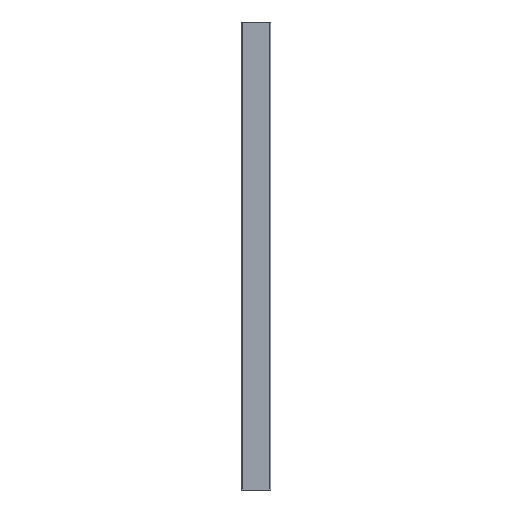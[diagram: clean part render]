
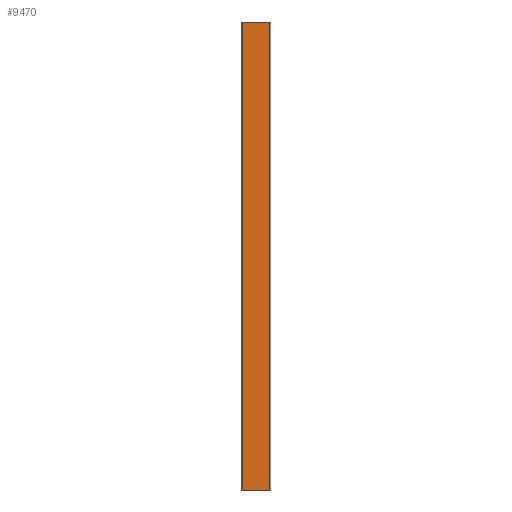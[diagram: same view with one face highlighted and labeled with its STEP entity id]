
A CAD part, front view. The second image highlights one B-rep face of the part: STEP entity #9470.
In plain terms, the highlighted planar face has unit normal (0, -1, 0).
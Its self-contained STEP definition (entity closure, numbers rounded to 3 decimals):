
#1219=B_SPLINE_CURVE_WITH_KNOTS('',1,(#124453,#124454),.UNSPECIFIED.,.F.,
 .F.,(2,2),(-49.5,49.5),.UNSPECIFIED.);
#1220=B_SPLINE_CURVE_WITH_KNOTS('',1,(#124455,#124456),.UNSPECIFIED.,.F.,
 .F.,(2,2),(-1000.,1000.),.UNSPECIFIED.);
#1221=B_SPLINE_CURVE_WITH_KNOTS('',1,(#124457,#124458),.UNSPECIFIED.,.F.,
 .F.,(2,2),(-49.5,49.5),.UNSPECIFIED.);
#9470=ADVANCED_FACE('',(#14702),#88922,.T.);
#14702=FACE_OUTER_BOUND('',#19934,.T.);
#19934=EDGE_LOOP('',(#26893,#26894,#26895,#26896));
#26893=ORIENTED_EDGE('',*,*,#58199,.T.);
#26894=ORIENTED_EDGE('',*,*,#58200,.T.);
#26895=ORIENTED_EDGE('',*,*,#58201,.T.);
#26896=ORIENTED_EDGE('',*,*,#58197,.F.);
#58197=EDGE_CURVE('',#80122,#80123,#72677,.T.);
#58199=EDGE_CURVE('',#80122,#80124,#1219,.T.);
#58200=EDGE_CURVE('',#80124,#80125,#1220,.T.);
#58201=EDGE_CURVE('',#80125,#80123,#1221,.T.);
#72677=(
BOUNDED_CURVE()
B_SPLINE_CURVE(1,(#124448,#124449),.UNSPECIFIED.,.F.,.F.)
B_SPLINE_CURVE_WITH_KNOTS((2,2),(0.,2000.),.UNSPECIFIED.)
CURVE()
GEOMETRIC_REPRESENTATION_ITEM()
RATIONAL_B_SPLINE_CURVE((1.,1.))
REPRESENTATION_ITEM('')
);
#80122=VERTEX_POINT('',#112355);
#80123=VERTEX_POINT('',#112356);
#80124=VERTEX_POINT('',#112357);
#80125=VERTEX_POINT('',#112358);
#88922=PLANE('',#94331);
#94331=AXIS2_PLACEMENT_3D('',#105517,#99549,$);
#99549=DIRECTION('',(0.,-1.,0.));
#105517=CARTESIAN_POINT('',(-59.5,0.,0.));
#112355=CARTESIAN_POINT('',(-59.5,0.,0.));
#112356=CARTESIAN_POINT('',(-59.5,0.,2000.));
#112357=CARTESIAN_POINT('',(59.5,0.,0.));
#112358=CARTESIAN_POINT('',(59.5,0.,2000.));
#124448=CARTESIAN_POINT('',(-59.5,0.,0.));
#124449=CARTESIAN_POINT('',(-59.5,0.,2000.));
#124453=CARTESIAN_POINT('',(-59.5,0.,0.));
#124454=CARTESIAN_POINT('',(59.5,0.,0.));
#124455=CARTESIAN_POINT('',(59.5,0.,0.));
#124456=CARTESIAN_POINT('',(59.5,0.,2000.));
#124457=CARTESIAN_POINT('',(59.5,0.,2000.));
#124458=CARTESIAN_POINT('',(-59.5,0.,2000.));
